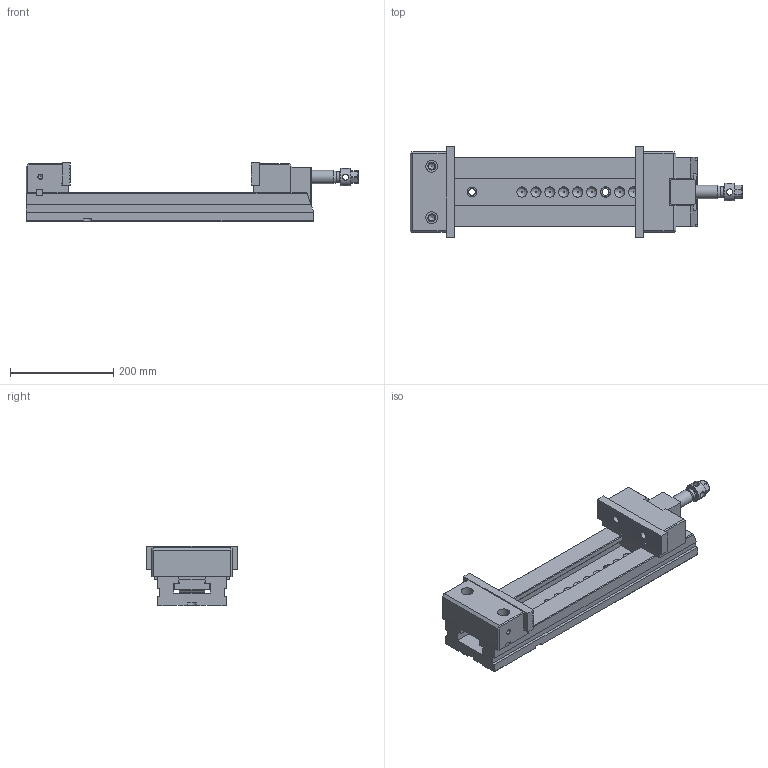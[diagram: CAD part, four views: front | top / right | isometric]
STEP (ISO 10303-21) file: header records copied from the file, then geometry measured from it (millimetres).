
FILE_DESCRIPTION(/* description */ (''),/* implementation_level */ '2;1');
FILE_NAME(/* name */ '29_175GS_Mordaza.stp',/* time_stamp */ '2013-07-12T08:25:46+02:00',/* author */ (''),/* organization */ (''),/* preprocessor_version */ 'ST-DEVELOPER v11',/* originating_system */ 'SIEMENS PLM Software NX 7.5',/* authorisation */ '');
FILE_SCHEMA (('AUTOMOTIVE_DESIGN { 1 0 10303 214 1 1 1 1 }'));
Length unit declared in the file: millimetre
Products named in the file (1): 29_175GS_Mordaza
Bounding box: 643.1 x 175 x 114.5 mm (x, y, z)
Volume: 4583700.5 mm3; surface area: 542763.4 mm2
Topology: 12 solids, 12 shells, 468 faces, 1252 edges, 825 vertices
Faces by surface type: plane 305, cylinder 85, cone 54, bspline 13, torus 9, sphere 2
Full cylindrical faces by diameter (mm): 4.351 x1, 5.188 x5, 6.985 x4, 8.4 x4, 8.782 x2, 10.579 x4, 12 x4, 12.376 x2, 13 x6, 14 x4, 15 x2, 16 x2, 16.5 x1, 19 x6, 20 x3, 21.25 x1, 23 x2, 26 x1, 30 x2, 33.8 x1, 34 x3
Entity records: 17326 total; most frequent: CARTESIAN_POINT 3031, DIRECTION 2199, ORIENTED_EDGE 2084, EDGE_CURVE 1042, VERTEX_POINT 771, AXIS2_PLACEMENT_3D 743, LINE 713, VECTOR 713
